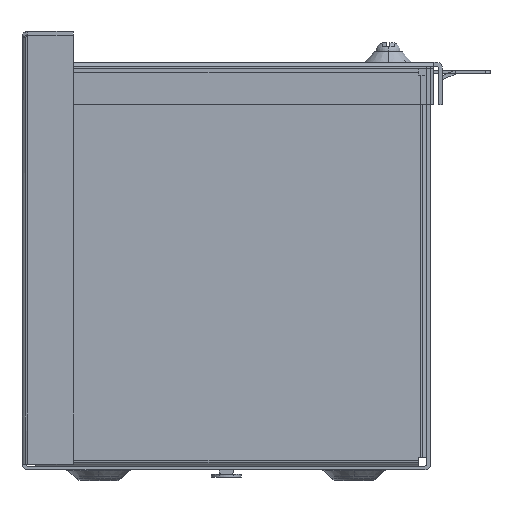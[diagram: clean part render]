
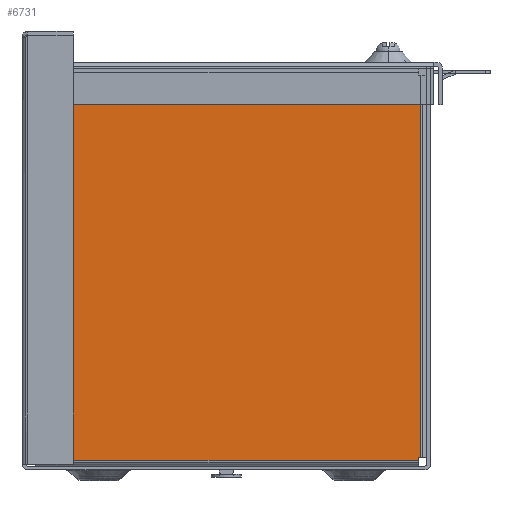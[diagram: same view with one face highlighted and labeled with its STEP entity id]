
A CAD part, left-side view. The second image highlights one B-rep face of the part: STEP entity #6731.
In plain terms, the highlighted planar face has unit normal (-1, 0, 0).
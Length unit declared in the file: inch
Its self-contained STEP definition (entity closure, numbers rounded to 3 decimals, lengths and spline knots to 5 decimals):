
#278 = ORIENTED_EDGE ( 'NONE', *, *, #21249, .T. ) ;
#646 = DIRECTION ( 'NONE',  ( 0., 0., -1. ) ) ;
#691 = LINE ( 'NONE', #29680, #808 ) ;
#808 = VECTOR ( 'NONE', #11020, 39.37008 ) ;
#1836 = CARTESIAN_POINT ( 'NONE',  ( -24., -2.943, 0.182 ) ) ;
#1960 = ORIENTED_EDGE ( 'NONE', *, *, #18267, .T. ) ;
#2365 = ORIENTED_EDGE ( 'NONE', *, *, #9461, .T. ) ;
#2461 = EDGE_CURVE ( 'NONE', #31283, #7578, #28618, .T. ) ;
#2991 = VECTOR ( 'NONE', #22664, 39.37008 ) ;
#3455 = VECTOR ( 'NONE', #27455, 39.37008 ) ;
#3597 = ORIENTED_EDGE ( 'NONE', *, *, #22312, .T. ) ;
#3651 = CARTESIAN_POINT ( 'NONE',  ( -24., -2.818, 5.837 ) ) ;
#3759 = DIRECTION ( 'NONE',  ( 0., 1., 0. ) ) ;
#4203 = EDGE_CURVE ( 'NONE', #31178, #31283, #24096, .T. ) ;
#4417 = VECTOR ( 'NONE', #27327, 39.37008 ) ;
#5040 = CARTESIAN_POINT ( 'NONE',  ( -24., -2.818, 5.923 ) ) ;
#6098 = DIRECTION ( 'NONE',  ( -1., 0., 0. ) ) ;
#6281 = CARTESIAN_POINT ( 'NONE',  ( -24., -2.818, 0.182 ) ) ;
#6731 = ADVANCED_FACE ( 'NONE', ( #31742 ), #9137, .T. ) ;
#6737 = ORIENTED_EDGE ( 'NONE', *, *, #8618, .T. ) ;
#6959 = AXIS2_PLACEMENT_3D ( 'NONE', #32079, #6098, #11694 ) ;
#7070 = CARTESIAN_POINT ( 'NONE',  ( -24., 2.837, 0.182 ) ) ;
#7578 = VERTEX_POINT ( 'NONE', #3651 ) ;
#8503 = CARTESIAN_POINT ( 'NONE',  ( -24., 2.923, 5.798 ) ) ;
#8618 = EDGE_CURVE ( 'NONE', #25865, #26569, #15883, .T. ) ;
#8954 = VERTEX_POINT ( 'NONE', #17184 ) ;
#9137 = PLANE ( 'NONE',  #6959 ) ;
#9461 = EDGE_CURVE ( 'NONE', #26569, #23019, #24092, .T. ) ;
#9995 = CARTESIAN_POINT ( 'NONE',  ( -24., 2.798, 0.143 ) ) ;
#10370 = ORIENTED_EDGE ( 'NONE', *, *, #25585, .T. ) ;
#11020 = DIRECTION ( 'NONE',  ( 0., -1., 0. ) ) ;
#11202 = CARTESIAN_POINT ( 'NONE',  ( -24., 2.798, 0.182 ) ) ;
#11229 = EDGE_LOOP ( 'NONE', ( #21130, #278, #1960, #13870, #12162, #20476, #15367, #10370, #15390, #6737, #2365, #3597 ) ) ;
#11264 = VECTOR ( 'NONE', #646, 39.37008 ) ;
#11694 = DIRECTION ( 'NONE',  ( 0., 1., 0. ) ) ;
#11974 = VERTEX_POINT ( 'NONE', #9995 ) ;
#12162 = ORIENTED_EDGE ( 'NONE', *, *, #4203, .T. ) ;
#12730 = VECTOR ( 'NONE', #13575, 39.37008 ) ;
#12817 = DIRECTION ( 'NONE',  ( 0., 0., -1. ) ) ;
#13575 = DIRECTION ( 'NONE',  ( 0., 0., 1. ) ) ;
#13870 = ORIENTED_EDGE ( 'NONE', *, *, #18642, .T. ) ;
#14424 = LINE ( 'NONE', #8503, #17692 ) ;
#14513 = VERTEX_POINT ( 'NONE', #22906 ) ;
#14576 = VECTOR ( 'NONE', #12817, 39.37008 ) ;
#15367 = ORIENTED_EDGE ( 'NONE', *, *, #22734, .T. ) ;
#15390 = ORIENTED_EDGE ( 'NONE', *, *, #22577, .T. ) ;
#15643 = CARTESIAN_POINT ( 'NONE',  ( -24., 2.837, 5.798 ) ) ;
#15883 = LINE ( 'NONE', #23506, #14576 ) ;
#16063 = LINE ( 'NONE', #26414, #11264 ) ;
#16979 = CARTESIAN_POINT ( 'NONE',  ( -24., -2.857, 0.182 ) ) ;
#17184 = CARTESIAN_POINT ( 'NONE',  ( -24., 2.798, 5.798 ) ) ;
#17596 = LINE ( 'NONE', #1836, #3455 ) ;
#17692 = VECTOR ( 'NONE', #3759, 39.37008 ) ;
#18094 = VECTOR ( 'NONE', #23456, 39.37008 ) ;
#18267 = EDGE_CURVE ( 'NONE', #23947, #28405, #17596, .T. ) ;
#18642 = EDGE_CURVE ( 'NONE', #28405, #31178, #20752, .T. ) ;
#19003 = EDGE_CURVE ( 'NONE', #11974, #31963, #691, .T. ) ;
#20057 = DIRECTION ( 'NONE',  ( 0., 0., -1. ) ) ;
#20476 = ORIENTED_EDGE ( 'NONE', *, *, #2461, .T. ) ;
#20752 = LINE ( 'NONE', #26002, #18094 ) ;
#21130 = ORIENTED_EDGE ( 'NONE', *, *, #19003, .T. ) ;
#21249 = EDGE_CURVE ( 'NONE', #31963, #23947, #28404, .T. ) ;
#22185 = CARTESIAN_POINT ( 'NONE',  ( -24., -2.818, 0.143 ) ) ;
#22312 = EDGE_CURVE ( 'NONE', #23019, #11974, #33457, .T. ) ;
#22577 = EDGE_CURVE ( 'NONE', #8954, #25865, #14424, .T. ) ;
#22664 = DIRECTION ( 'NONE',  ( 0., 0., 1. ) ) ;
#22713 = CARTESIAN_POINT ( 'NONE',  ( -24., -2.818, 0.182 ) ) ;
#22734 = EDGE_CURVE ( 'NONE', #7578, #14513, #27942, .T. ) ;
#22906 = CARTESIAN_POINT ( 'NONE',  ( -24., 2.798, 5.837 ) ) ;
#23019 = VERTEX_POINT ( 'NONE', #32671 ) ;
#23456 = DIRECTION ( 'NONE',  ( 0., 0., 1. ) ) ;
#23506 = CARTESIAN_POINT ( 'NONE',  ( -24., 2.837, 5.923 ) ) ;
#23947 = VERTEX_POINT ( 'NONE', #22713 ) ;
#24092 = LINE ( 'NONE', #11202, #27633 ) ;
#24096 = LINE ( 'NONE', #29373, #4417 ) ;
#24204 = CARTESIAN_POINT ( 'NONE',  ( -24., -2.818, 5.798 ) ) ;
#25585 = EDGE_CURVE ( 'NONE', #14513, #8954, #16063, .T. ) ;
#25865 = VERTEX_POINT ( 'NONE', #15643 ) ;
#26002 = CARTESIAN_POINT ( 'NONE',  ( -24., -2.857, 5.923 ) ) ;
#26414 = CARTESIAN_POINT ( 'NONE',  ( -24., 2.798, 5.798 ) ) ;
#26569 = VERTEX_POINT ( 'NONE', #7070 ) ;
#27327 = DIRECTION ( 'NONE',  ( 0., 1., 0. ) ) ;
#27455 = DIRECTION ( 'NONE',  ( 0., -1., 0. ) ) ;
#27633 = VECTOR ( 'NONE', #31917, 39.37008 ) ;
#27942 = LINE ( 'NONE', #30665, #29077 ) ;
#28019 = CARTESIAN_POINT ( 'NONE',  ( -24., 2.798, 0.057 ) ) ;
#28404 = LINE ( 'NONE', #6281, #12730 ) ;
#28405 = VERTEX_POINT ( 'NONE', #16979 ) ;
#28618 = LINE ( 'NONE', #5040, #2991 ) ;
#29077 = VECTOR ( 'NONE', #31002, 39.37008 ) ;
#29373 = CARTESIAN_POINT ( 'NONE',  ( -24., -2.818, 5.798 ) ) ;
#29680 = CARTESIAN_POINT ( 'NONE',  ( -24., -2.943, 0.143 ) ) ;
#30665 = CARTESIAN_POINT ( 'NONE',  ( -24., -2.943, 5.837 ) ) ;
#30689 = CARTESIAN_POINT ( 'NONE',  ( -24., -2.857, 5.798 ) ) ;
#31002 = DIRECTION ( 'NONE',  ( 0., 1., 0. ) ) ;
#31178 = VERTEX_POINT ( 'NONE', #30689 ) ;
#31283 = VERTEX_POINT ( 'NONE', #24204 ) ;
#31742 = FACE_OUTER_BOUND ( 'NONE', #11229, .T. ) ;
#31917 = DIRECTION ( 'NONE',  ( 0., -1., 0. ) ) ;
#31963 = VERTEX_POINT ( 'NONE', #22185 ) ;
#32079 = CARTESIAN_POINT ( 'NONE',  ( -24., -2.943, 5.923 ) ) ;
#32327 = VECTOR ( 'NONE', #20057, 39.37008 ) ;
#32671 = CARTESIAN_POINT ( 'NONE',  ( -24., 2.798, 0.182 ) ) ;
#33457 = LINE ( 'NONE', #28019, #32327 ) ;
